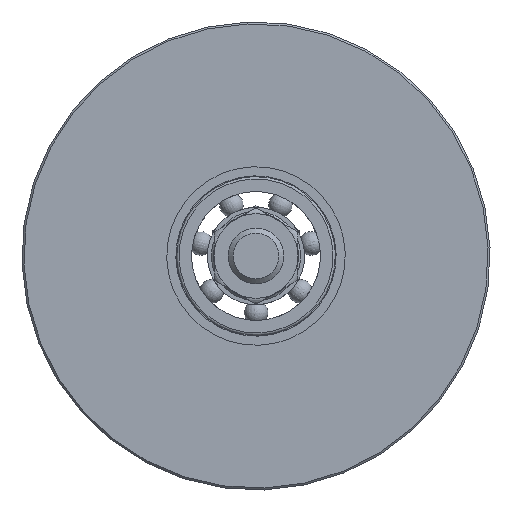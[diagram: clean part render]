
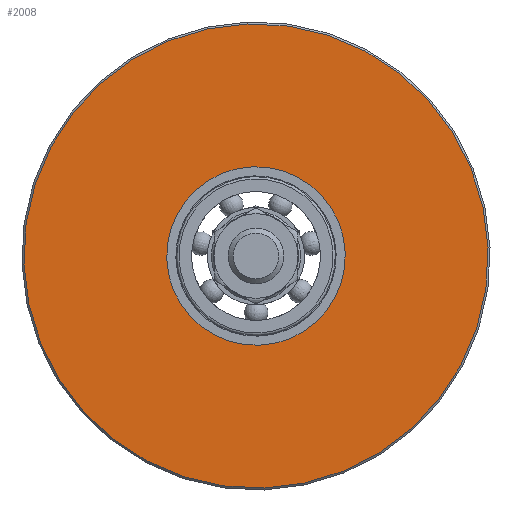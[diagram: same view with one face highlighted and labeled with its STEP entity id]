
A CAD part, front view. The second image highlights one B-rep face of the part: STEP entity #2008.
In plain terms, the highlighted planar face has unit normal (0, -1, 0).
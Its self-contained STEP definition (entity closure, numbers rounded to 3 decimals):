
#144=FACE_BOUND('',#441,.T.);
#174=PLANE('',#2319);
#295=FACE_OUTER_BOUND('',#440,.T.);
#440=EDGE_LOOP('',(#1752));
#441=EDGE_LOOP('',(#1753,#1754));
#768=CIRCLE('',#2318,58.5);
#769=CIRCLE('',#2320,22.5);
#770=CIRCLE('',#2321,22.5);
#973=VERTEX_POINT('',#3558);
#974=VERTEX_POINT('',#3562);
#975=VERTEX_POINT('',#3563);
#1243=EDGE_CURVE('',#973,#973,#768,.T.);
#1244=EDGE_CURVE('',#974,#975,#769,.T.);
#1245=EDGE_CURVE('',#975,#974,#770,.T.);
#1752=ORIENTED_EDGE('',*,*,#1243,.F.);
#1753=ORIENTED_EDGE('',*,*,#1244,.T.);
#1754=ORIENTED_EDGE('',*,*,#1245,.T.);
#2008=ADVANCED_FACE('',(#295,#144),#174,.F.);
#2318=AXIS2_PLACEMENT_3D('',#3560,#2918,#2919);
#2319=AXIS2_PLACEMENT_3D('',#3561,#2920,#2921);
#2320=AXIS2_PLACEMENT_3D('',#3564,#2922,#2923);
#2321=AXIS2_PLACEMENT_3D('',#3565,#2924,#2925);
#2918=DIRECTION('center_axis',(0.,1.,0.));
#2919=DIRECTION('ref_axis',(0.209,0.,-0.978));
#2920=DIRECTION('center_axis',(0.,1.,0.));
#2921=DIRECTION('ref_axis',(0.209,0.,-0.978));
#2922=DIRECTION('center_axis',(0.,1.,0.));
#2923=DIRECTION('ref_axis',(-0.978,0.,-0.209));
#2924=DIRECTION('center_axis',(0.,1.,0.));
#2925=DIRECTION('ref_axis',(-0.978,0.,-0.209));
#3558=CARTESIAN_POINT('',(-12.217,-12.5,57.21));
#3560=CARTESIAN_POINT('Origin',(0.,-12.5,0.));
#3561=CARTESIAN_POINT('Origin',(0.,-12.5,0.));
#3562=CARTESIAN_POINT('',(-22.004,-12.5,-4.699));
#3563=CARTESIAN_POINT('',(22.004,-12.5,4.699));
#3564=CARTESIAN_POINT('Origin',(0.,-12.5,0.));
#3565=CARTESIAN_POINT('Origin',(0.,-12.5,0.));
